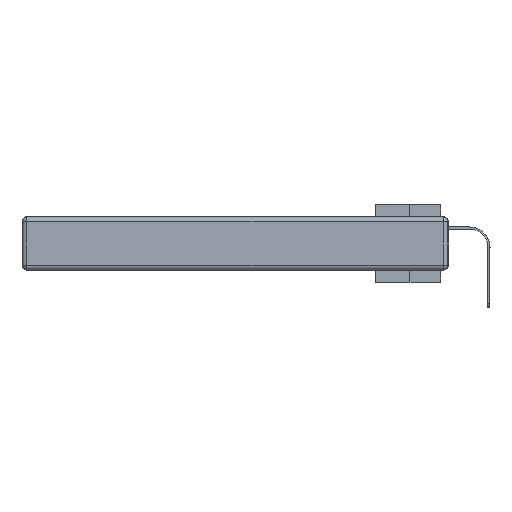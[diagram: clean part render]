
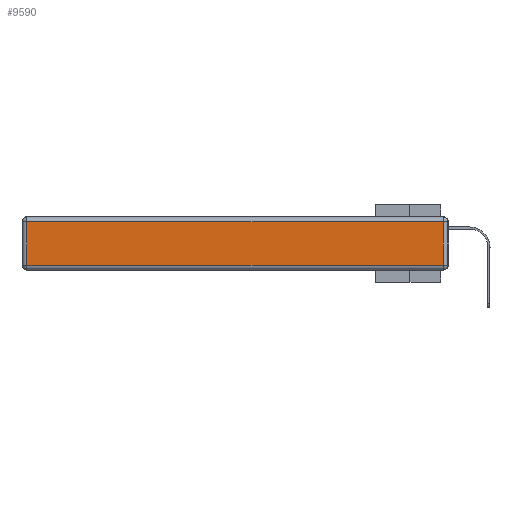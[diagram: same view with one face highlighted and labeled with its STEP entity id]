
A CAD part, left-side view. The second image highlights one B-rep face of the part: STEP entity #9590.
In plain terms, the highlighted planar face has unit normal (-1, 0, 0).
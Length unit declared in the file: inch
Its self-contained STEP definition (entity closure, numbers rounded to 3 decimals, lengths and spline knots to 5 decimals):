
#2070 = EDGE_CURVE ( 'NONE', #18008, #3380, #5947, .T. ) ;
#2125 = VERTEX_POINT ( 'NONE', #11469 ) ;
#3078 = DIRECTION ( 'NONE',  ( 0., 0., 1. ) ) ;
#3380 = VERTEX_POINT ( 'NONE', #21314 ) ;
#3975 = CARTESIAN_POINT ( 'NONE',  ( 0., 0., -0.343 ) ) ;
#4425 = EDGE_CURVE ( 'NONE', #15263, #18008, #13586, .T. ) ;
#5518 = VECTOR ( 'NONE', #13810, 39.37008 ) ;
#5947 = LINE ( 'NONE', #6284, #5518 ) ;
#6133 = CARTESIAN_POINT ( 'NONE',  ( 0., 2.72, -0.03 ) ) ;
#6257 = AXIS2_PLACEMENT_3D ( 'NONE', #3975, #12151, #32543 ) ;
#6284 = CARTESIAN_POINT ( 'NONE',  ( 0., 0., -0.313 ) ) ;
#7154 = EDGE_CURVE ( 'NONE', #3380, #2125, #15783, .T. ) ;
#9590 = ADVANCED_FACE ( 'NONE', ( #11665 ), #16678, .T. ) ;
#10160 = EDGE_CURVE ( 'NONE', #2125, #15263, #24377, .T. ) ;
#10811 = ORIENTED_EDGE ( 'NONE', *, *, #4425, .T. ) ;
#11469 = CARTESIAN_POINT ( 'NONE',  ( 0., 0.03, -0.03 ) ) ;
#11665 = FACE_OUTER_BOUND ( 'NONE', #20371, .T. ) ;
#11710 = CARTESIAN_POINT ( 'NONE',  ( 0., 2.75, -0.03 ) ) ;
#11828 = ORIENTED_EDGE ( 'NONE', *, *, #7154, .T. ) ;
#12151 = DIRECTION ( 'NONE',  ( -1., 0., 0. ) ) ;
#13586 = LINE ( 'NONE', #16100, #27587 ) ;
#13810 = DIRECTION ( 'NONE',  ( 0., -1., 0. ) ) ;
#15263 = VERTEX_POINT ( 'NONE', #6133 ) ;
#15360 = VECTOR ( 'NONE', #18732, 39.37008 ) ;
#15783 = LINE ( 'NONE', #28300, #22673 ) ;
#16100 = CARTESIAN_POINT ( 'NONE',  ( 0., 2.72, -0.343 ) ) ;
#16678 = PLANE ( 'NONE',  #6257 ) ;
#18008 = VERTEX_POINT ( 'NONE', #18857 ) ;
#18398 = ORIENTED_EDGE ( 'NONE', *, *, #2070, .T. ) ;
#18732 = DIRECTION ( 'NONE',  ( 0., 1., 0. ) ) ;
#18857 = CARTESIAN_POINT ( 'NONE',  ( 0., 2.72, -0.313 ) ) ;
#20371 = EDGE_LOOP ( 'NONE', ( #18398, #11828, #28293, #10811 ) ) ;
#21314 = CARTESIAN_POINT ( 'NONE',  ( 0., 0.03, -0.313 ) ) ;
#22673 = VECTOR ( 'NONE', #3078, 39.37008 ) ;
#24377 = LINE ( 'NONE', #11710, #15360 ) ;
#27587 = VECTOR ( 'NONE', #28111, 39.37008 ) ;
#28111 = DIRECTION ( 'NONE',  ( 0., 0., -1. ) ) ;
#28293 = ORIENTED_EDGE ( 'NONE', *, *, #10160, .T. ) ;
#28300 = CARTESIAN_POINT ( 'NONE',  ( 0., 0.03, -0.343 ) ) ;
#32543 = DIRECTION ( 'NONE',  ( 0., 0., 1. ) ) ;
